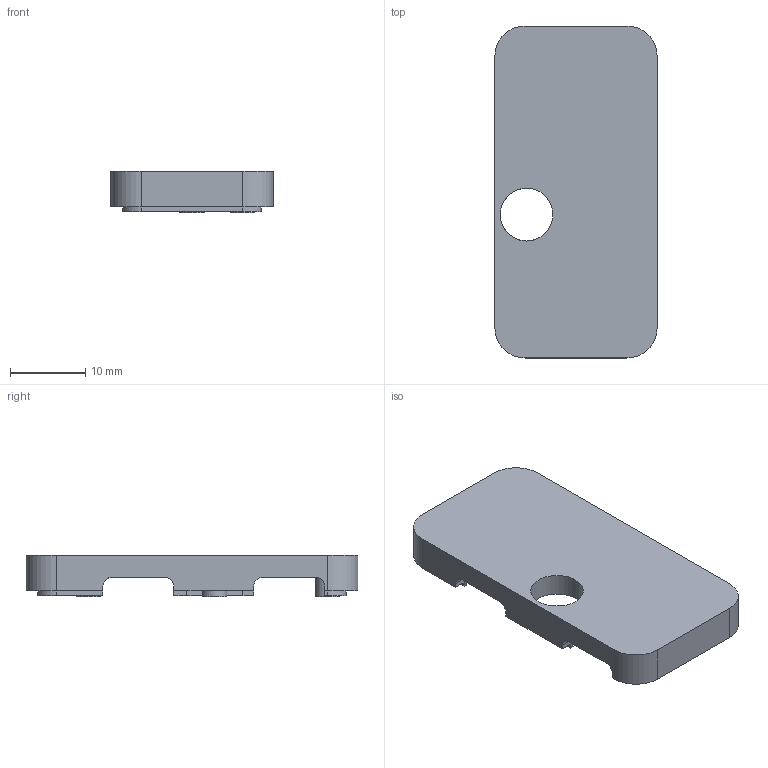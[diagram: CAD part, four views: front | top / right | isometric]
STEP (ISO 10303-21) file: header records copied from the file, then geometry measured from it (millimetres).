
FILE_DESCRIPTION(/* description */ ('STEP AP242 Edition 2','CAx-IF Rec.Pracs.---Representation and Presentation of Product Manufacturing Information (PMI)---4.0---2014-10-13','CAx-IF Rec.Pracs.---3D Tessellated Geometry---0.4---2014-09-14','2;1','CAx-IF Rec.Pracs.---User Defined Attributes---1.5---2016-08-15'),/* implementation_level */ '2;1');
FILE_NAME(/* name */ '698d8547a52609b0fe22432b',/* time_stamp */ '2026-02-12T07:46:15Z',/* author */ (''),/* organization */ (''),/* preprocessor_version */ 'ST-DEVELOPER v20',/* originating_system */ 'ONSHAPE BY PTC INC, 1.210',/* authorisation */ ' ');
FILE_SCHEMA (('AP242_MANAGED_MODEL_BASED_3D_ENGINEERING_MIM_LF { 1 0 10303 442 3 1 4 }'));
Length unit declared in the file: metre
Products named in the file (1): Top
Bounding box: 21.5 x 44 x 5.54 mm (x, y, z)
Volume: 2855.7 mm3; surface area: 2709.4 mm2
Topology: 1 solids, 1 shells, 105 faces, 289 edges, 190 vertices
Faces by surface type: plane 68, cylinder 37
Full cylindrical faces by diameter (mm): 2.2 x3, 3.2 x2, 7 x1
Entity records: 3332 total; most frequent: CARTESIAN_POINT 580, DIRECTION 578, ORIENTED_EDGE 564, EDGE_CURVE 282, LINE 196, VECTOR 196, AXIS2_PLACEMENT_3D 191, VERTEX_POINT 189
